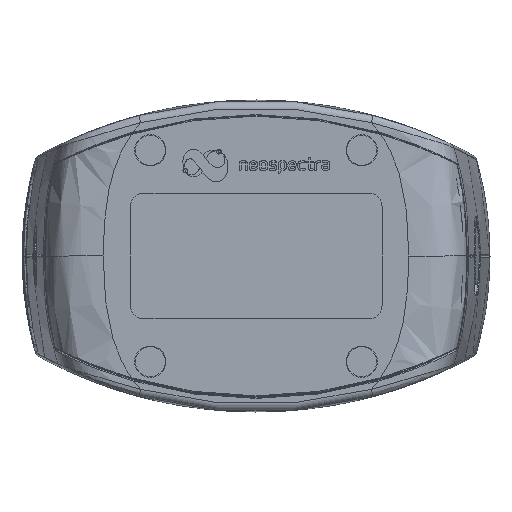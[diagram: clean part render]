
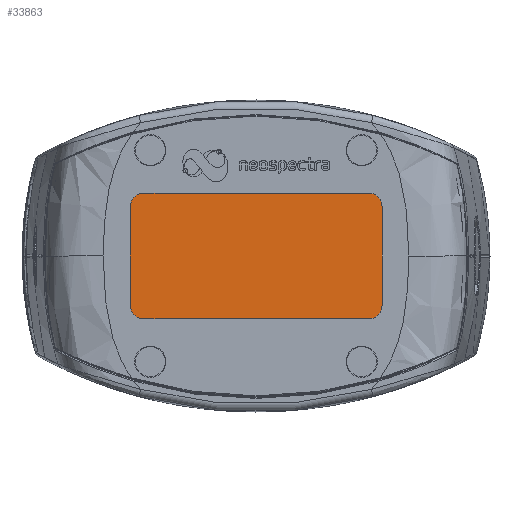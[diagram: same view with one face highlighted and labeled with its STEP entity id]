
A CAD part, front view. The second image highlights one B-rep face of the part: STEP entity #33863.
In plain terms, the highlighted planar face has unit normal (0, -1, 0).
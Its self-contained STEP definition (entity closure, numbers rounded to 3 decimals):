
#4100=LINE('',#105142,#6226);
#4103=LINE('',#105150,#6229);
#4106=LINE('',#105158,#6232);
#4109=LINE('',#105166,#6235);
#6226=VECTOR('',#43817,19.6);
#6229=VECTOR('',#43826,44.6);
#6232=VECTOR('',#43835,19.6);
#6235=VECTOR('',#43844,44.6);
#8936=FACE_OUTER_BOUND('',#11068,.T.);
#11068=EDGE_LOOP('',(#28741,#28742,#28743,#28744,#28745,#28746,#28747,#28748));
#12882=CIRCLE('',#37203,2.7);
#12883=CIRCLE('',#37206,2.7);
#12884=CIRCLE('',#37209,2.7);
#12885=CIRCLE('',#37212,2.7);
#15551=VERTEX_POINT('',#105139);
#15552=VERTEX_POINT('',#105141);
#15553=VERTEX_POINT('',#105145);
#15554=VERTEX_POINT('',#105149);
#15555=VERTEX_POINT('',#105153);
#15556=VERTEX_POINT('',#105157);
#15557=VERTEX_POINT('',#105161);
#15558=VERTEX_POINT('',#105165);
#20087=EDGE_CURVE('',#15551,#15552,#4100,.T.);
#20089=EDGE_CURVE('',#15553,#15552,#12882,.T.);
#20091=EDGE_CURVE('',#15553,#15554,#4103,.T.);
#20093=EDGE_CURVE('',#15555,#15554,#12883,.T.);
#20095=EDGE_CURVE('',#15555,#15556,#4106,.T.);
#20097=EDGE_CURVE('',#15557,#15556,#12884,.T.);
#20099=EDGE_CURVE('',#15557,#15558,#4109,.T.);
#20101=EDGE_CURVE('',#15551,#15558,#12885,.T.);
#28741=ORIENTED_EDGE('',*,*,#20101,.T.);
#28742=ORIENTED_EDGE('',*,*,#20099,.F.);
#28743=ORIENTED_EDGE('',*,*,#20097,.T.);
#28744=ORIENTED_EDGE('',*,*,#20095,.F.);
#28745=ORIENTED_EDGE('',*,*,#20093,.T.);
#28746=ORIENTED_EDGE('',*,*,#20091,.F.);
#28747=ORIENTED_EDGE('',*,*,#20089,.T.);
#28748=ORIENTED_EDGE('',*,*,#20087,.F.);
#32287=PLANE('',#37213);
#33863=ADVANCED_FACE('',(#8936),#32287,.T.);
#37203=AXIS2_PLACEMENT_3D('',#105146,#43821,#43822);
#37206=AXIS2_PLACEMENT_3D('',#105154,#43830,#43831);
#37209=AXIS2_PLACEMENT_3D('',#105162,#43839,#43840);
#37212=AXIS2_PLACEMENT_3D('',#105169,#43848,#43849);
#37213=AXIS2_PLACEMENT_3D('',#105170,#43850,#43851);
#43817=DIRECTION('',(0.,0.,1.));
#43821=DIRECTION('center_axis',(0.,-1.,0.));
#43822=DIRECTION('ref_axis',(0.,0.,1.));
#43826=DIRECTION('',(1.,0.,0.));
#43830=DIRECTION('center_axis',(0.,-1.,0.));
#43831=DIRECTION('ref_axis',(1.,0.,0.));
#43835=DIRECTION('',(0.,0.,-1.));
#43839=DIRECTION('center_axis',(0.,-1.,0.));
#43840=DIRECTION('ref_axis',(0.,0.,-1.));
#43844=DIRECTION('',(-1.,0.,0.));
#43848=DIRECTION('center_axis',(0.,-1.,0.));
#43849=DIRECTION('ref_axis',(-1.,0.,0.));
#43850=DIRECTION('center_axis',(0.,-1.,0.));
#43851=DIRECTION('ref_axis',(1.,0.,0.));
#105139=CARTESIAN_POINT('',(-24.96,-157.8,-9.8));
#105141=CARTESIAN_POINT('',(-24.96,-157.8,9.8));
#105142=CARTESIAN_POINT('',(-24.96,-157.8,-9.8));
#105145=CARTESIAN_POINT('',(-22.26,-157.8,12.5));
#105146=CARTESIAN_POINT('Origin',(-22.26,-157.8,9.8));
#105149=CARTESIAN_POINT('',(22.34,-157.8,12.5));
#105150=CARTESIAN_POINT('',(-22.26,-157.8,12.5));
#105153=CARTESIAN_POINT('',(25.04,-157.8,9.8));
#105154=CARTESIAN_POINT('Origin',(22.34,-157.8,9.8));
#105157=CARTESIAN_POINT('',(25.04,-157.8,-9.8));
#105158=CARTESIAN_POINT('',(25.04,-157.8,9.8));
#105161=CARTESIAN_POINT('',(22.34,-157.8,-12.5));
#105162=CARTESIAN_POINT('Origin',(22.34,-157.8,-9.8));
#105165=CARTESIAN_POINT('',(-22.26,-157.8,-12.5));
#105166=CARTESIAN_POINT('',(22.34,-157.8,-12.5));
#105169=CARTESIAN_POINT('Origin',(-22.26,-157.8,-9.8));
#105170=CARTESIAN_POINT('Origin',(31.29,-157.8,15.625));
